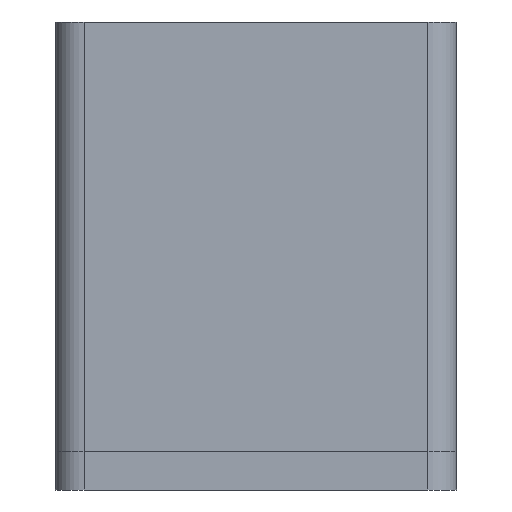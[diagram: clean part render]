
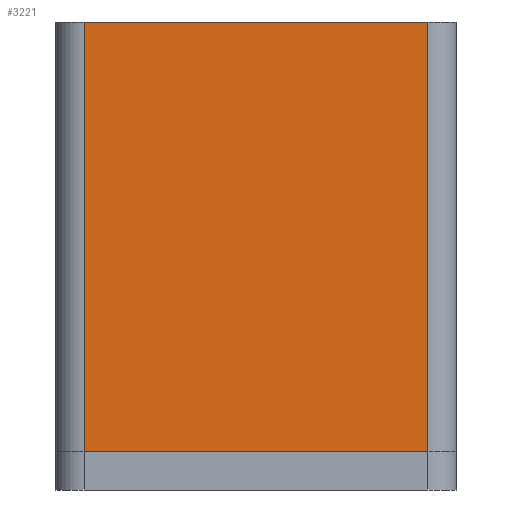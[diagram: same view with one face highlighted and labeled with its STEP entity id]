
A CAD part, left-side view. The second image highlights one B-rep face of the part: STEP entity #3221.
In plain terms, the highlighted planar face has unit normal (-1, 0, 0).
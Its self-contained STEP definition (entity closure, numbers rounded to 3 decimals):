
#686 = VERTEX_POINT('',#687);
#687 = CARTESIAN_POINT('',(-19.,-18.,4.));
#895 = VERTEX_POINT('',#896);
#896 = CARTESIAN_POINT('',(-19.,18.,4.));
#902 = EDGE_CURVE('',#895,#686,#903,.T.);
#903 = LINE('',#904,#905);
#904 = CARTESIAN_POINT('',(-19.,21.,4.));
#905 = VECTOR('',#906,1.);
#906 = DIRECTION('',(0.,-1.,0.));
#2657 = EDGE_CURVE('',#686,#2658,#2660,.T.);
#2658 = VERTEX_POINT('',#2659);
#2659 = CARTESIAN_POINT('',(-19.,-18.,49.));
#2660 = LINE('',#2661,#2662);
#2661 = CARTESIAN_POINT('',(-19.,-18.,4.));
#2662 = VECTOR('',#2663,1.);
#2663 = DIRECTION('',(0.,0.,1.));
#2717 = VERTEX_POINT('',#2718);
#2718 = CARTESIAN_POINT('',(-19.,18.,49.));
#2725 = EDGE_CURVE('',#2717,#2658,#2726,.T.);
#2726 = LINE('',#2727,#2728);
#2727 = CARTESIAN_POINT('',(-19.,21.,49.));
#2728 = VECTOR('',#2729,1.);
#2729 = DIRECTION('',(0.,-1.,0.));
#3221 = ADVANCED_FACE('',(#3222),#3233,.F.);
#3222 = FACE_BOUND('',#3223,.F.);
#3223 = EDGE_LOOP('',(#3224,#3225,#3231,#3232));
#3224 = ORIENTED_EDGE('',*,*,#902,.F.);
#3225 = ORIENTED_EDGE('',*,*,#3226,.T.);
#3226 = EDGE_CURVE('',#895,#2717,#3227,.T.);
#3227 = LINE('',#3228,#3229);
#3228 = CARTESIAN_POINT('',(-19.,18.,4.));
#3229 = VECTOR('',#3230,1.);
#3230 = DIRECTION('',(0.,0.,1.));
#3231 = ORIENTED_EDGE('',*,*,#2725,.T.);
#3232 = ORIENTED_EDGE('',*,*,#2657,.F.);
#3233 = PLANE('',#3234);
#3234 = AXIS2_PLACEMENT_3D('',#3235,#3236,#3237);
#3235 = CARTESIAN_POINT('',(-19.,21.,4.));
#3236 = DIRECTION('',(1.,0.,0.));
#3237 = DIRECTION('',(0.,-1.,0.));
